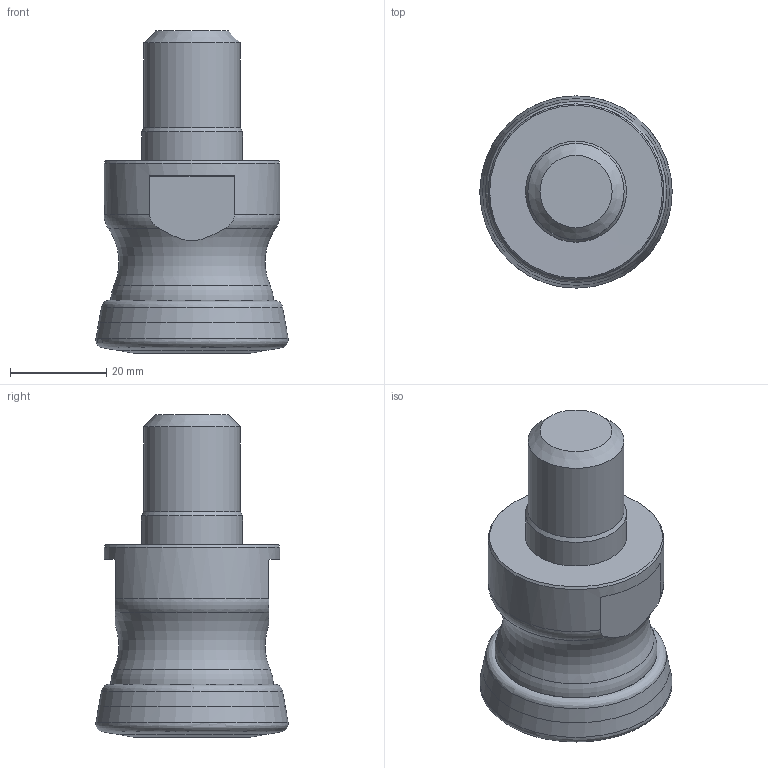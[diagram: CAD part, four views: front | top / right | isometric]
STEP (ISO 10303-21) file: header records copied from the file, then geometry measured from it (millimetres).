
FILE_DESCRIPTION(/* description */ (''),/* implementation_level */ '2;1');
FILE_NAME(/* name */ 'R217.21-2040.RE-SP10.4A_Basic.stp',/* time_stamp */ '2021-09-17T17:02:27+06:00',/* author */ (''),/* organization */ (''),/* preprocessor_version */ 'ST-DEVELOPER v16.7',/* originating_system */ 'SIEMENS PLM Software NX 12.0',/* authorisation */ '');
FILE_SCHEMA (('AUTOMOTIVE_DESIGN { 1 0 10303 214 3 1 1 1 }'));
Length unit declared in the file: millimetre
Products named in the file (4): CUT; NOCUT; ASSEMBLY_CONSTRUCTION; A2358776_stp_stp
Assembly tree (3 placements, depth 2):
  A2358776_stp_stp
    ASSEMBLY_CONSTRUCTION
    NOCUT
    CUT
Bounding box: 39.97 x 39.93 x 67 mm (x, y, z)
Volume: 53337.5 mm3; surface area: 11514.2 mm2
Topology: 2 solids, 2 shells, 43 faces, 109 edges, 76 vertices
Faces by surface type: revolution 12, torus 11, cone 7, plane 7, cylinder 6
Full cylindrical faces by diameter (mm): 20 x1, 20.994 x1, 33.779 x1, 36.5 x1
Entity records: 1370 total; most frequent: CARTESIAN_POINT 388, DIRECTION 184, ORIENTED_EDGE 114, AXIS2_PLACEMENT_3D 80, EDGE_LOOP 76, FACE_BOUND 66, EDGE_CURVE 57, VERTEX_POINT 49
